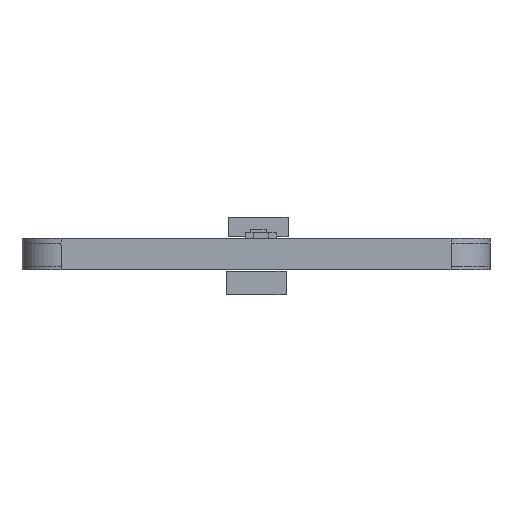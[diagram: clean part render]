
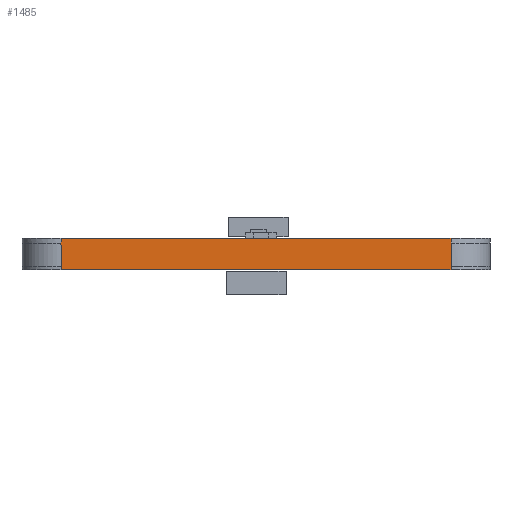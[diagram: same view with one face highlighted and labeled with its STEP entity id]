
A CAD part, left-side view. The second image highlights one B-rep face of the part: STEP entity #1485.
In plain terms, the highlighted planar face has unit normal (-1, 0, 0).
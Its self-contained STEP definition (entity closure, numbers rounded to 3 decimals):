
#210 = ORIENTED_EDGE ( 'NONE', *, *, #4498, .F. ) ;
#513 = CARTESIAN_POINT ( 'NONE',  ( -16.666, -8.667, 25.753 ) ) ;
#983 = CARTESIAN_POINT ( 'NONE',  ( -16.666, -8.667, 24.564 ) ) ;
#1025 = VERTEX_POINT ( 'NONE', #11076 ) ;
#1039 = FACE_OUTER_BOUND ( 'NONE', #2569, .T. ) ;
#1214 = LINE ( 'NONE', #12981, #11606 ) ;
#1440 = CARTESIAN_POINT ( 'NONE',  ( -16.666, -8.667, 24.564 ) ) ;
#1485 = ADVANCED_FACE ( 'NONE', ( #1039 ), #7713, .F. ) ;
#1667 = LINE ( 'NONE', #513, #13690 ) ;
#1756 = VECTOR ( 'NONE', #16910, 1000. ) ;
#2178 = CARTESIAN_POINT ( 'NONE',  ( -16.666, 11.333, 24.736 ) ) ;
#2497 = EDGE_CURVE ( 'NONE', #3303, #5963, #10155, .T. ) ;
#2569 = EDGE_LOOP ( 'NONE', ( #10883, #10213, #6883, #3578, #12003, #2616, #210, #16420 ) ) ;
#2611 = EDGE_CURVE ( 'NONE', #5063, #6118, #6985, .T. ) ;
#2616 = ORIENTED_EDGE ( 'NONE', *, *, #10425, .T. ) ;
#3303 = VERTEX_POINT ( 'NONE', #4892 ) ;
#3322 = CARTESIAN_POINT ( 'NONE',  ( -16.666, 11.333, 25.753 ) ) ;
#3524 = CARTESIAN_POINT ( 'NONE',  ( -16.666, 11.333, 59.865 ) ) ;
#3535 = LINE ( 'NONE', #983, #10864 ) ;
#3578 = ORIENTED_EDGE ( 'NONE', *, *, #12222, .F. ) ;
#4138 = CARTESIAN_POINT ( 'NONE',  ( -16.666, 11.333, 24.564 ) ) ;
#4498 = EDGE_CURVE ( 'NONE', #1025, #11112, #1214, .T. ) ;
#4649 = DIRECTION ( 'NONE',  ( 0., 1., 0. ) ) ;
#4855 = DIRECTION ( 'NONE',  ( 0., 0., 1. ) ) ;
#4892 = CARTESIAN_POINT ( 'NONE',  ( -16.666, 11.333, 25.924 ) ) ;
#5063 = VERTEX_POINT ( 'NONE', #12778 ) ;
#5157 = VECTOR ( 'NONE', #8086, 1000. ) ;
#5269 = CARTESIAN_POINT ( 'NONE',  ( -16.666, 11.333, 26.164 ) ) ;
#5784 = CARTESIAN_POINT ( 'NONE',  ( -16.666, -8.667, 24.736 ) ) ;
#5959 = EDGE_CURVE ( 'NONE', #1025, #13566, #13427, .T. ) ;
#5963 = VERTEX_POINT ( 'NONE', #5269 ) ;
#6118 = VERTEX_POINT ( 'NONE', #5784 ) ;
#6883 = ORIENTED_EDGE ( 'NONE', *, *, #8430, .T. ) ;
#6985 = LINE ( 'NONE', #12345, #10987 ) ;
#7169 = EDGE_CURVE ( 'NONE', #13566, #6118, #3535, .T. ) ;
#7272 = VERTEX_POINT ( 'NONE', #12284 ) ;
#7713 = PLANE ( 'NONE',  #11657 ) ;
#8086 = DIRECTION ( 'NONE',  ( 0., -1., 0. ) ) ;
#8430 = EDGE_CURVE ( 'NONE', #5063, #7272, #1667, .T. ) ;
#8452 = CARTESIAN_POINT ( 'NONE',  ( -16.666, 11.333, 26.164 ) ) ;
#8850 = CARTESIAN_POINT ( 'NONE',  ( -16.666, 11.333, 24.564 ) ) ;
#9130 = VECTOR ( 'NONE', #12228, 1000. ) ;
#9869 = DIRECTION ( 'NONE',  ( 0., 0., -1. ) ) ;
#10155 = LINE ( 'NONE', #3322, #1756 ) ;
#10213 = ORIENTED_EDGE ( 'NONE', *, *, #2611, .F. ) ;
#10399 = VECTOR ( 'NONE', #16770, 1000. ) ;
#10425 = EDGE_CURVE ( 'NONE', #3303, #11112, #15701, .T. ) ;
#10864 = VECTOR ( 'NONE', #4855, 1000. ) ;
#10883 = ORIENTED_EDGE ( 'NONE', *, *, #7169, .T. ) ;
#10899 = LINE ( 'NONE', #8452, #9130 ) ;
#10987 = VECTOR ( 'NONE', #9869, 1000. ) ;
#11076 = CARTESIAN_POINT ( 'NONE',  ( -16.666, 11.333, 24.564 ) ) ;
#11112 = VERTEX_POINT ( 'NONE', #2178 ) ;
#11606 = VECTOR ( 'NONE', #14293, 1000. ) ;
#11657 = AXIS2_PLACEMENT_3D ( 'NONE', #8850, #13054, #4649 ) ;
#12003 = ORIENTED_EDGE ( 'NONE', *, *, #2497, .F. ) ;
#12222 = EDGE_CURVE ( 'NONE', #5963, #7272, #10899, .T. ) ;
#12228 = DIRECTION ( 'NONE',  ( 0., -1., 0. ) ) ;
#12284 = CARTESIAN_POINT ( 'NONE',  ( -16.666, -8.667, 26.164 ) ) ;
#12345 = CARTESIAN_POINT ( 'NONE',  ( -16.666, -8.667, 59.865 ) ) ;
#12778 = CARTESIAN_POINT ( 'NONE',  ( -16.666, -8.667, 25.924 ) ) ;
#12981 = CARTESIAN_POINT ( 'NONE',  ( -16.666, 11.333, 24.564 ) ) ;
#13054 = DIRECTION ( 'NONE',  ( 1., 0., 0. ) ) ;
#13427 = LINE ( 'NONE', #4138, #5157 ) ;
#13566 = VERTEX_POINT ( 'NONE', #1440 ) ;
#13690 = VECTOR ( 'NONE', #13769, 1000. ) ;
#13769 = DIRECTION ( 'NONE',  ( 0., 0., 1. ) ) ;
#14293 = DIRECTION ( 'NONE',  ( 0., 0., 1. ) ) ;
#15701 = LINE ( 'NONE', #3524, #10399 ) ;
#16420 = ORIENTED_EDGE ( 'NONE', *, *, #5959, .T. ) ;
#16770 = DIRECTION ( 'NONE',  ( 0., 0., -1. ) ) ;
#16910 = DIRECTION ( 'NONE',  ( 0., 0., 1. ) ) ;
